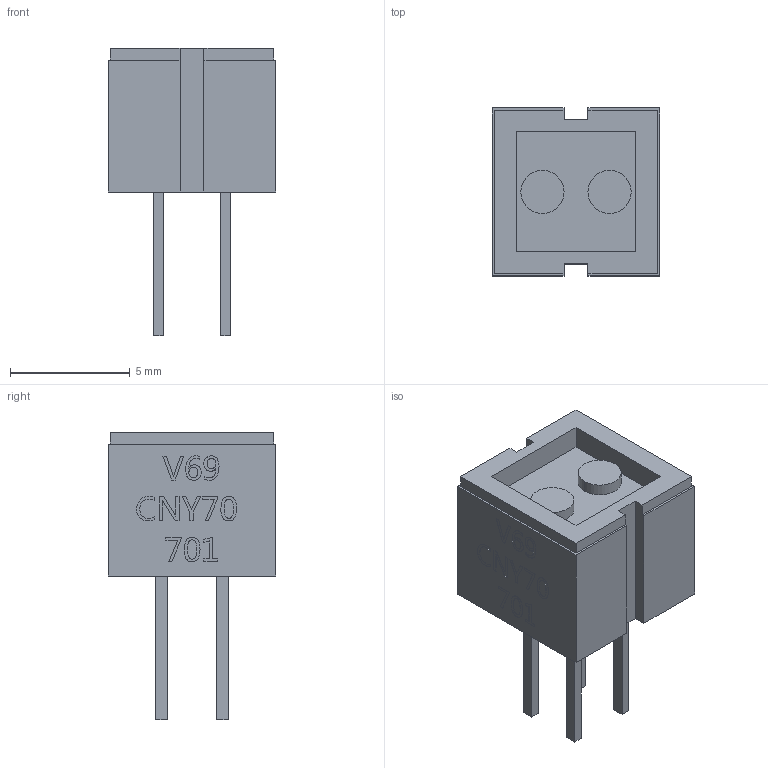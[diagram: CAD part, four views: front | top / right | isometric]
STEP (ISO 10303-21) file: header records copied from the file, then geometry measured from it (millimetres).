
FILE_DESCRIPTION (( 'STEP AP214' ), '1' );
FILE_NAME ('OPTO-TH_CNY70.step', '2022-07-05T14:00:23', ( '' ), ( '' ), 'SwSTEP 2.0', 'SolidWorks 2020', '' );
FILE_SCHEMA (( 'AUTOMOTIVE_DESIGN' ));
Length unit declared in the file: millimetre
Products named in the file (1): OPTO-TH_CNY70
Bounding box: 7 x 7 x 12 mm (x, y, z)
Volume: 256.9 mm3; surface area: 358.4 mm2
Topology: 1 solids, 1 shells, 413 faces, 1107 edges, 738 vertices
Faces by surface type: plane 254, bspline 155, cylinder 4
Entity records: 20860 total; most frequent: CARTESIAN_POINT 7006, ORIENTED_EDGE 2214, DIRECTION 1319, EDGE_CURVE 1107, LINE 785, VECTOR 785, VERTEX_POINT 738, EDGE_LOOP 455
